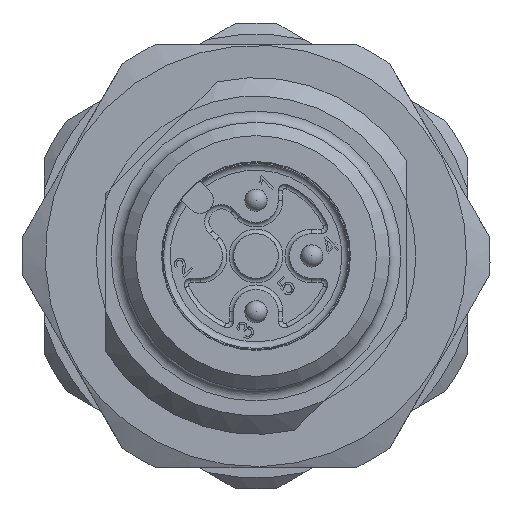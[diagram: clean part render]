
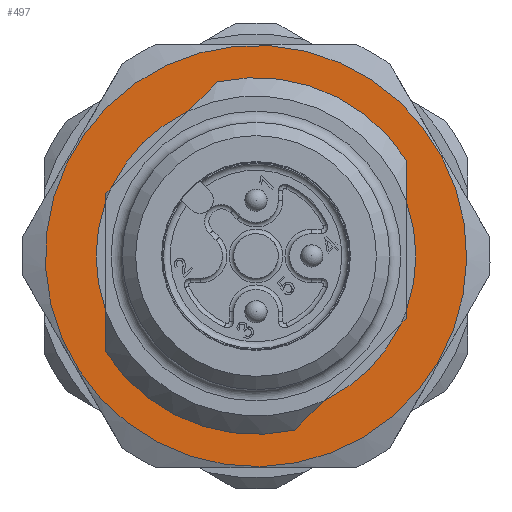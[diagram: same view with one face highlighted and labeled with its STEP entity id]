
A CAD part, front view. The second image highlights one B-rep face of the part: STEP entity #497.
In plain terms, the highlighted planar face has unit normal (0, -1, 0).
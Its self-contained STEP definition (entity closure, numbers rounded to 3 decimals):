
#112=FACE_BOUND('',#1027,.T.);
#113=FACE_BOUND('',#1028,.T.);
#385=PLANE('',#4489);
#497=ADVANCED_FACE('',(#112,#113),#385,.T.);
#1027=EDGE_LOOP('',(#2061));
#1028=EDGE_LOOP('',(#2062,#2063,#2064,#2065,#2066,#2067,#2068,#2069,#2070,
#2071,#2072,#2073,#2074,#2075));
#1324=LINE('',#6137,#1627);
#1326=LINE('',#6140,#1629);
#1332=LINE('',#6156,#1635);
#1333=LINE('',#6157,#1636);
#1339=LINE('',#6173,#1642);
#1341=LINE('',#6176,#1644);
#1346=LINE('',#6190,#1649);
#1347=LINE('',#6191,#1650);
#1627=VECTOR('',#4946,1.);
#1629=VECTOR('',#4948,1.);
#1635=VECTOR('',#4956,1.);
#1636=VECTOR('',#4957,1.);
#1642=VECTOR('',#4965,1.);
#1644=VECTOR('',#4967,1.);
#1649=VECTOR('',#4974,1.);
#1650=VECTOR('',#4975,1.);
#2061=ORIENTED_EDGE('',*,*,#3695,.F.);
#2062=ORIENTED_EDGE('',*,*,#3696,.F.);
#2063=ORIENTED_EDGE('',*,*,#3668,.T.);
#2064=ORIENTED_EDGE('',*,*,#3675,.T.);
#2065=ORIENTED_EDGE('',*,*,#3697,.F.);
#2066=ORIENTED_EDGE('',*,*,#3676,.T.);
#2067=ORIENTED_EDGE('',*,*,#3633,.F.);
#2068=ORIENTED_EDGE('',*,*,#3691,.F.);
#2069=ORIENTED_EDGE('',*,*,#3698,.F.);
#2070=ORIENTED_EDGE('',*,*,#3692,.F.);
#2071=ORIENTED_EDGE('',*,*,#3683,.F.);
#2072=ORIENTED_EDGE('',*,*,#3699,.F.);
#2073=ORIENTED_EDGE('',*,*,#3685,.F.);
#2074=ORIENTED_EDGE('',*,*,#3655,.F.);
#2075=ORIENTED_EDGE('',*,*,#3666,.T.);
#3208=VERTEX_POINT('',#6037);
#3210=VERTEX_POINT('',#6040);
#3225=VERTEX_POINT('',#6106);
#3226=VERTEX_POINT('',#6108);
#3234=VERTEX_POINT('',#6136);
#3235=VERTEX_POINT('',#6139);
#3236=VERTEX_POINT('',#6141);
#3240=VERTEX_POINT('',#6155);
#3241=VERTEX_POINT('',#6158);
#3245=VERTEX_POINT('',#6172);
#3246=VERTEX_POINT('',#6174);
#3247=VERTEX_POINT('',#6177);
#3250=VERTEX_POINT('',#6189);
#3251=VERTEX_POINT('',#6192);
#3253=VERTEX_POINT('',#6198);
#3633=EDGE_CURVE('',#3208,#3210,#4249,.T.);
#3655=EDGE_CURVE('',#3225,#3226,#4257,.T.);
#3666=EDGE_CURVE('',#3225,#3234,#1324,.T.);
#3668=EDGE_CURVE('',#3236,#3235,#1326,.T.);
#3675=EDGE_CURVE('',#3235,#3240,#1332,.T.);
#3676=EDGE_CURVE('',#3241,#3210,#1333,.T.);
#3683=EDGE_CURVE('',#3245,#3246,#1339,.T.);
#3685=EDGE_CURVE('',#3226,#3247,#1341,.T.);
#3691=EDGE_CURVE('',#3250,#3208,#1346,.T.);
#3692=EDGE_CURVE('',#3246,#3251,#1347,.T.);
#3695=EDGE_CURVE('',#3253,#3253,#4264,.T.);
#3696=EDGE_CURVE('',#3236,#3234,#4265,.T.);
#3697=EDGE_CURVE('',#3241,#3240,#4266,.T.);
#3698=EDGE_CURVE('',#3251,#3250,#4267,.T.);
#3699=EDGE_CURVE('',#3247,#3245,#4268,.T.);
#4249=CIRCLE('',#4452,8.);
#4257=CIRCLE('',#4466,8.);
#4264=CIRCLE('',#4484,9.45);
#4265=CIRCLE('',#4485,7.172);
#4266=CIRCLE('',#4486,7.172);
#4267=CIRCLE('',#4487,7.172);
#4268=CIRCLE('',#4488,7.172);
#4452=AXIS2_PLACEMENT_3D('',#6039,#4881,#4882);
#4466=AXIS2_PLACEMENT_3D('',#6107,#4915,#4916);
#4484=AXIS2_PLACEMENT_3D('',#6197,#4980,#4981);
#4485=AXIS2_PLACEMENT_3D('',#6199,#4982,#4983);
#4486=AXIS2_PLACEMENT_3D('',#6200,#4984,#4985);
#4487=AXIS2_PLACEMENT_3D('',#6201,#4986,#4987);
#4488=AXIS2_PLACEMENT_3D('',#6202,#4988,#4989);
#4489=AXIS2_PLACEMENT_3D('',#6203,#4990,#4991);
#4881=DIRECTION('',(0.,-1.,0.));
#4882=DIRECTION('',(0.,0.,1.));
#4915=DIRECTION('',(0.,-1.,0.));
#4916=DIRECTION('',(0.,0.,1.));
#4946=DIRECTION('',(0.,0.,-1.));
#4948=DIRECTION('',(0.,0.,-1.));
#4956=DIRECTION('',(-0.707,0.,-0.707));
#4957=DIRECTION('',(-0.707,0.,-0.707));
#4965=DIRECTION('',(-0.707,0.,-0.707));
#4967=DIRECTION('',(-0.707,0.,-0.707));
#4974=DIRECTION('',(0.,0.,-1.));
#4975=DIRECTION('',(0.,0.,-1.));
#4980=DIRECTION('',(0.,1.,0.));
#4981=DIRECTION('',(0.866,0.,-0.5));
#4982=DIRECTION('',(0.,-1.,0.));
#4983=DIRECTION('',(-0.866,0.,0.5));
#4984=DIRECTION('',(0.,-1.,0.));
#4985=DIRECTION('',(-0.866,0.,0.5));
#4986=DIRECTION('',(0.,-1.,0.));
#4987=DIRECTION('',(-0.866,0.,0.5));
#4988=DIRECTION('',(0.,-1.,0.));
#4989=DIRECTION('',(-0.866,0.,0.5));
#4990=DIRECTION('',(0.,-1.,0.));
#4991=DIRECTION('',(0.866,0.,-0.5));
#6037=CARTESIAN_POINT('',(12.5,-6.25,-4.294));
#6039=CARTESIAN_POINT('',(19.25,-6.25,0.));
#6040=CARTESIAN_POINT('',(20.987,-6.25,-7.809));
#6106=CARTESIAN_POINT('',(26.,-6.25,4.294));
#6107=CARTESIAN_POINT('',(19.25,-6.25,0.));
#6108=CARTESIAN_POINT('',(17.513,-6.25,7.809));
#6136=CARTESIAN_POINT('',(26.,-6.25,2.424));
#6137=CARTESIAN_POINT('',(26.,-6.25,5.744));
#6139=CARTESIAN_POINT('',(26.,-6.25,-2.796));
#6140=CARTESIAN_POINT('',(26.,-6.25,5.744));
#6141=CARTESIAN_POINT('',(26.,-6.25,-2.424));
#6155=CARTESIAN_POINT('',(25.737,-6.25,-3.059));
#6156=CARTESIAN_POINT('',(26.,-6.25,-2.796));
#6157=CARTESIAN_POINT('',(26.,-6.25,-2.796));
#6158=CARTESIAN_POINT('',(22.309,-6.25,-6.487));
#6172=CARTESIAN_POINT('',(12.763,-6.25,3.059));
#6173=CARTESIAN_POINT('',(18.539,-6.25,8.835));
#6174=CARTESIAN_POINT('',(12.5,-6.25,2.796));
#6176=CARTESIAN_POINT('',(18.539,-6.25,8.835));
#6177=CARTESIAN_POINT('',(16.191,-6.25,6.487));
#6189=CARTESIAN_POINT('',(12.5,-6.25,-2.424));
#6190=CARTESIAN_POINT('',(12.5,-6.25,2.796));
#6191=CARTESIAN_POINT('',(12.5,-6.25,2.796));
#6192=CARTESIAN_POINT('',(12.5,-6.25,2.424));
#6197=CARTESIAN_POINT('',(19.25,-6.25,0.));
#6198=CARTESIAN_POINT('',(27.434,-6.25,-4.725));
#6199=CARTESIAN_POINT('',(19.25,-6.25,0.));
#6200=CARTESIAN_POINT('',(19.25,-6.25,0.));
#6201=CARTESIAN_POINT('',(19.25,-6.25,0.));
#6202=CARTESIAN_POINT('',(19.25,-6.25,0.));
#6203=CARTESIAN_POINT('',(19.25,-6.25,0.));
